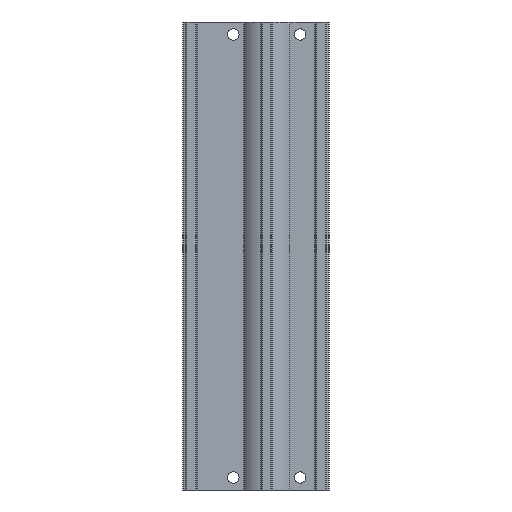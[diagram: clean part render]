
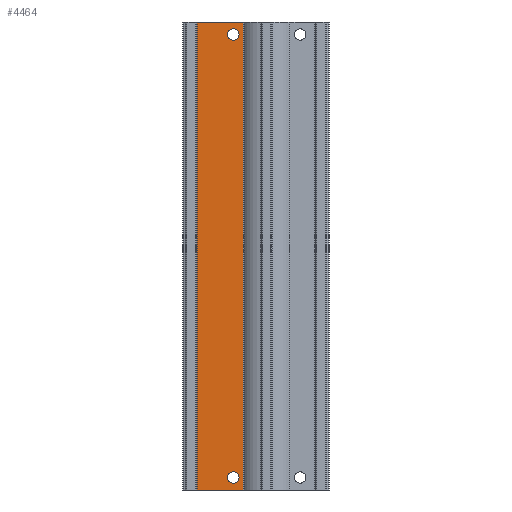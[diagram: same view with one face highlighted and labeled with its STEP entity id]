
A CAD part, front view. The second image highlights one B-rep face of the part: STEP entity #4464.
In plain terms, the highlighted planar face has unit normal (0, -1, 0).
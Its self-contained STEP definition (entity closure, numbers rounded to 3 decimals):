
#211=PLANE('',#4821);
#344=CIRCLE('',#4822,2.75);
#345=CIRCLE('',#4823,2.75);
#695=ORIENTED_EDGE('',*,*,#1859,.F.);
#696=ORIENTED_EDGE('',*,*,#1860,.F.);
#697=ORIENTED_EDGE('',*,*,#1861,.F.);
#698=ORIENTED_EDGE('',*,*,#1858,.F.);
#699=ORIENTED_EDGE('',*,*,#1862,.T.);
#700=ORIENTED_EDGE('',*,*,#1863,.T.);
#1858=EDGE_CURVE('',#2435,#2434,#2862,.T.);
#1859=EDGE_CURVE('',#2436,#2436,#344,.T.);
#1860=EDGE_CURVE('',#2437,#2437,#345,.T.);
#1861=EDGE_CURVE('',#2434,#2438,#2863,.T.);
#1862=EDGE_CURVE('',#2435,#2439,#2864,.T.);
#1863=EDGE_CURVE('',#2439,#2438,#2865,.T.);
#2434=VERTEX_POINT('',#7210);
#2435=VERTEX_POINT('',#7212);
#2436=VERTEX_POINT('',#7216);
#2437=VERTEX_POINT('',#7218);
#2438=VERTEX_POINT('',#7220);
#2439=VERTEX_POINT('',#7222);
#2862=LINE('',#7213,#3149);
#2863=LINE('',#7219,#3150);
#2864=LINE('',#7221,#3151);
#2865=LINE('',#7223,#3152);
#3149=VECTOR('',#5467,1000.);
#3150=VECTOR('',#5474,1000.);
#3151=VECTOR('',#5475,1000.);
#3152=VECTOR('',#5476,1000.);
#3439=EDGE_LOOP('',(#695));
#3440=EDGE_LOOP('',(#696));
#3441=EDGE_LOOP('',(#697,#698,#699,#700));
#3900=FACE_BOUND('',#3439,.T.);
#3901=FACE_BOUND('',#3440,.T.);
#3902=FACE_BOUND('',#3441,.T.);
#4464=ADVANCED_FACE('',(#3900,#3901,#3902),#211,.T.);
#4821=AXIS2_PLACEMENT_3D('',#7214,#5468,#5469);
#4822=AXIS2_PLACEMENT_3D('',#7215,#5470,#5471);
#4823=AXIS2_PLACEMENT_3D('',#7217,#5472,#5473);
#5467=DIRECTION('',(0.,0.,1.));
#5468=DIRECTION('',(0.,-1.,0.));
#5469=DIRECTION('',(0.,0.,-1.));
#5470=DIRECTION('',(0.,-1.,0.));
#5471=DIRECTION('',(0.,0.,-1.));
#5472=DIRECTION('',(0.,-1.,0.));
#5473=DIRECTION('',(0.,0.,-1.));
#5474=DIRECTION('',(1.,0.,0.));
#5475=DIRECTION('',(1.,0.,0.));
#5476=DIRECTION('',(0.,0.,1.));
#7210=CARTESIAN_POINT('',(-33.25,6.,0.));
#7212=CARTESIAN_POINT('',(-33.25,6.,-224.5));
#7213=CARTESIAN_POINT('',(-33.25,6.,-224.5));
#7214=CARTESIAN_POINT('',(-33.25,6.,-224.5));
#7215=CARTESIAN_POINT('',(-16.,6.,-218.5));
#7216=CARTESIAN_POINT('',(-16.,6.,-221.25));
#7217=CARTESIAN_POINT('',(-16.,6.,-6.));
#7218=CARTESIAN_POINT('',(-16.,6.,-8.75));
#7219=CARTESIAN_POINT('',(-33.25,6.,0.));
#7220=CARTESIAN_POINT('',(-11.124,6.,0.));
#7221=CARTESIAN_POINT('',(-33.25,6.,-224.5));
#7222=CARTESIAN_POINT('',(-11.124,6.,-224.5));
#7223=CARTESIAN_POINT('',(-11.124,6.,-224.5));
